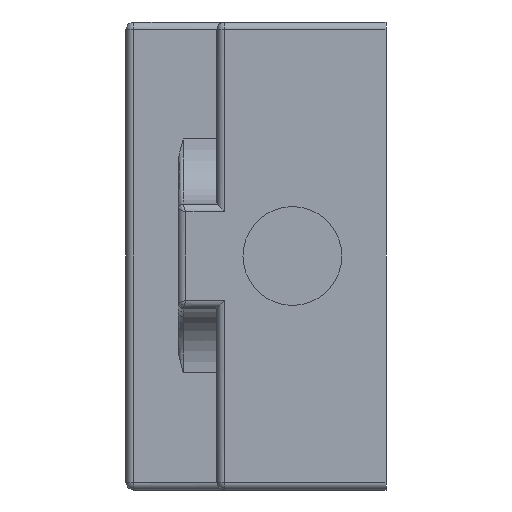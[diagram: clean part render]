
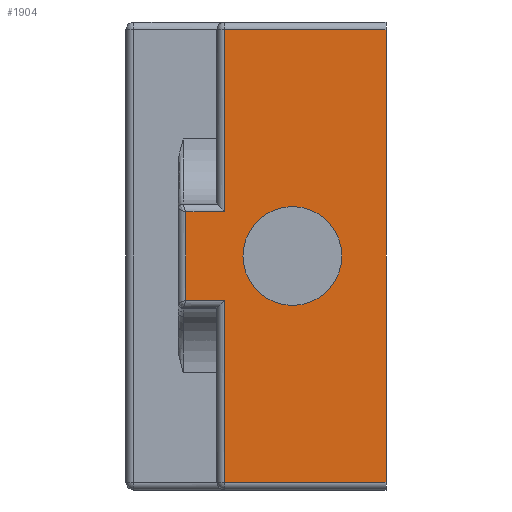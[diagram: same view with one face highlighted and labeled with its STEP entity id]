
A CAD part, left-side view. The second image highlights one B-rep face of the part: STEP entity #1904.
In plain terms, the highlighted planar face has unit normal (-1, 0, 0).
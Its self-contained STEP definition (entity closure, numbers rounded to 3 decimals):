
#36=DIRECTION('',(0.,0.,-1.));
#37=VECTOR('',#36,17.4);
#38=CARTESIAN_POINT('',(0.,0.,8.7));
#39=LINE('',#38,#37);
#313=CARTESIAN_POINT('',(0.,3.6,0.));
#314=DIRECTION('',(-1.,0.,0.));
#315=DIRECTION('',(0.,0.,1.));
#316=AXIS2_PLACEMENT_3D('',#313,#314,#315);
#318=CARTESIAN_POINT('',(0.,3.6,0.));
#319=DIRECTION('',(-1.,0.,0.));
#320=DIRECTION('',(0.,0.,-1.));
#321=AXIS2_PLACEMENT_3D('',#318,#319,#320);
#323=DIRECTION('',(0.,-1.,0.));
#324=VECTOR('',#323,6.2);
#325=CARTESIAN_POINT('',(0.,6.2,-8.7));
#326=LINE('',#325,#324);
#327=DIRECTION('',(0.,0.,-1.));
#328=VECTOR('',#327,7.);
#329=CARTESIAN_POINT('',(0.,6.2,-1.7));
#330=LINE('',#329,#328);
#331=DIRECTION('',(0.,-1.,0.));
#332=VECTOR('',#331,1.5);
#333=CARTESIAN_POINT('',(0.,7.7,-1.7));
#334=LINE('',#333,#332);
#335=DIRECTION('',(0.,0.,1.));
#336=VECTOR('',#335,3.4);
#337=CARTESIAN_POINT('',(0.,7.7,-1.7));
#338=LINE('',#337,#336);
#339=DIRECTION('',(0.,-1.,0.));
#340=VECTOR('',#339,1.5);
#341=CARTESIAN_POINT('',(0.,7.7,1.7));
#342=LINE('',#341,#340);
#343=DIRECTION('',(0.,0.,1.));
#344=VECTOR('',#343,7.);
#345=CARTESIAN_POINT('',(0.,6.2,1.7));
#346=LINE('',#345,#344);
#347=DIRECTION('',(0.,-1.,0.));
#348=VECTOR('',#347,6.2);
#349=CARTESIAN_POINT('',(0.,6.2,8.7));
#350=LINE('',#349,#348);
#1292=CARTESIAN_POINT('',(0.,3.6,1.9));
#1293=CARTESIAN_POINT('',(0.,3.6,-1.9));
#1294=VERTEX_POINT('',#1292);
#1295=VERTEX_POINT('',#1293);
#1360=CARTESIAN_POINT('',(0.,0.,-8.7));
#1362=VERTEX_POINT('',#1360);
#1366=CARTESIAN_POINT('',(0.,6.2,-8.7));
#1367=VERTEX_POINT('',#1366);
#1370=CARTESIAN_POINT('',(0.,6.2,-1.7));
#1371=VERTEX_POINT('',#1370);
#1374=CARTESIAN_POINT('',(0.,7.7,
-1.7));
#1375=VERTEX_POINT('',#1374);
#1378=CARTESIAN_POINT('',(0.,7.7,1.7));
#1379=VERTEX_POINT('',#1378);
#1388=CARTESIAN_POINT('',(0.,6.2,1.7));
#1389=VERTEX_POINT('',#1388);
#1391=CARTESIAN_POINT('',(0.,0.,8.7));
#1393=VERTEX_POINT('',#1391);
#1394=CARTESIAN_POINT('',(0.,6.2,8.7));
#1395=VERTEX_POINT('',#1394);
#1880=CARTESIAN_POINT('',(0.,6.5,9.));
#1881=DIRECTION('',(-1.,0.,0.));
#1882=DIRECTION('',(0.,-1.,0.));
#1883=AXIS2_PLACEMENT_3D('',#1880,#1881,#1882);
#1884=PLANE('',#1883);
#1885=ORIENTED_EDGE('',*,*,#1561,.F.);
#1886=ORIENTED_EDGE('',*,*,#1870,.F.);
#1888=ORIENTED_EDGE('',*,*,#1887,.F.);
#1890=ORIENTED_EDGE('',*,*,#1889,.T.);
#1892=ORIENTED_EDGE('',*,*,#1891,.T.);
#1893=ORIENTED_EDGE('',*,*,#1806,.T.);
#1894=ORIENTED_EDGE('',*,*,#1501,.T.);
#1895=ORIENTED_EDGE('',*,*,#1516,.T.);
#1896=EDGE_LOOP('',(#1885,#1886,#1888,#1890,#1892,#1893,#1894,#1895));
#1897=FACE_OUTER_BOUND('',#1896,.F.);
#1899=ORIENTED_EDGE('',*,*,#1898,.T.);
#1901=ORIENTED_EDGE('',*,*,#1900,.T.);
#1902=EDGE_LOOP('',(#1899,#1901));
#1903=FACE_BOUND('',#1902,.F.);
#1904=ADVANCED_FACE('',(#1897,#1903),#1884,.T.);
#317=CIRCLE('',#316,1.9);
#322=CIRCLE('',#321,1.9);
#1501=EDGE_CURVE('',#1395,#1393,#350,.T.);
#1516=EDGE_CURVE('',#1393,#1362,#39,.T.);
#1561=EDGE_CURVE('',#1367,#1362,#326,.T.);
#1806=EDGE_CURVE('',#1389,#1395,#346,.T.);
#1870=EDGE_CURVE('',#1371,#1367,#330,.T.);
#1887=EDGE_CURVE('',#1375,#1371,#334,.T.);
#1889=EDGE_CURVE('',#1375,#1379,#338,.T.);
#1891=EDGE_CURVE('',#1379,#1389,#342,.T.);
#1898=EDGE_CURVE('',#1294,#1295,#317,.T.);
#1900=EDGE_CURVE('',#1295,#1294,#322,.T.);
